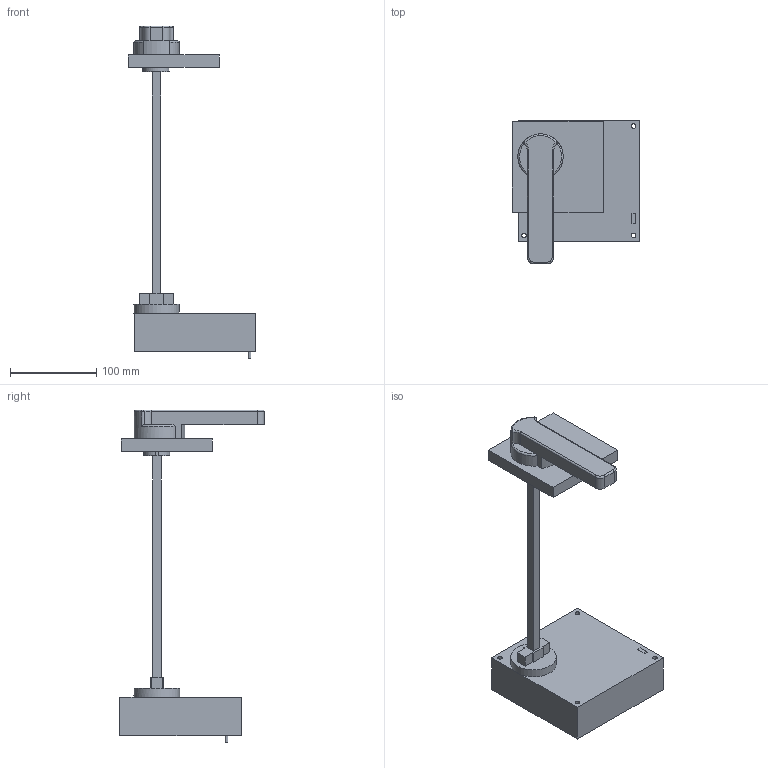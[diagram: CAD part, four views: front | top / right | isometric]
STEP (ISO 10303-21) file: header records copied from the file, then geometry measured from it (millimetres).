
FILE_DESCRIPTION (( 'STEP AP214' ), '1' );
FILE_NAME ('ÏÐÏ40.STEP', '2018-06-13T08:42:54', ( 'AutoBVT' ), ( 'Microsoft' ), 'SwSTEP 2.0', 'SolidWorks 2014', '' );
FILE_SCHEMA (( 'AUTOMOTIVE_DESIGN' ));
Length unit declared in the file: millimetre
Products named in the file (2): ﾏﾐﾏ40
Bounding box: 147.65 x 167.65 x 385.3 mm (x, y, z)
Volume: 1232685.2 mm3; surface area: 127696.6 mm2
Topology: 3 solids, 3 shells, 95 faces, 218 edges, 139 vertices
Faces by surface type: plane 63, cylinder 23, torus 7, sphere 2
Full cylindrical faces by diameter (mm): 3 x1, 3.2 x4, 5.4 x4, 10 x1, 53 x1
Entity records: 3799 total; most frequent: CARTESIAN_POINT 527, DIRECTION 455, ORIENTED_EDGE 412, EDGE_CURVE 206, AXIS2_PLACEMENT_3D 158, LINE 139, VECTOR 139, VERTEX_POINT 138
